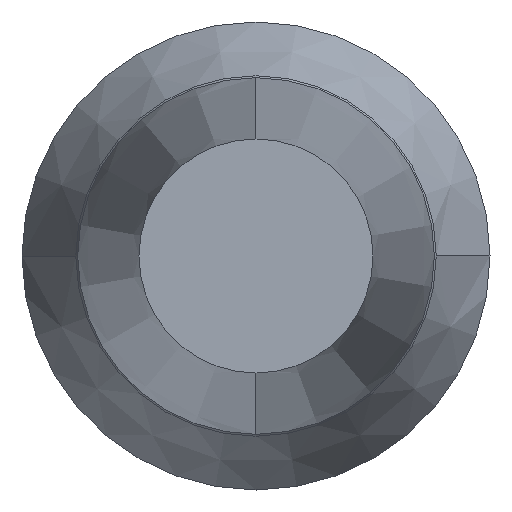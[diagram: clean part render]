
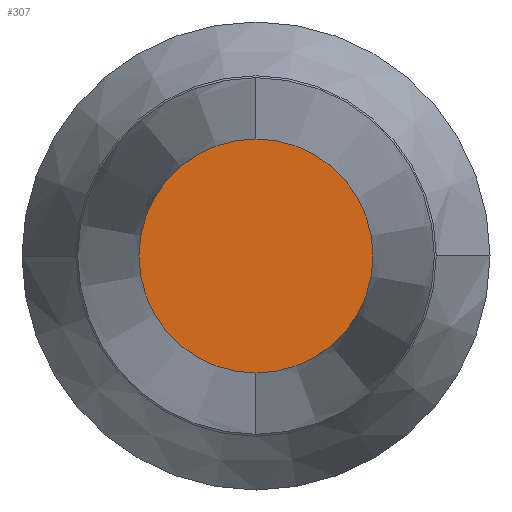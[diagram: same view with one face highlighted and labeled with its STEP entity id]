
A CAD part, front view. The second image highlights one B-rep face of the part: STEP entity #307.
In plain terms, the highlighted planar face has unit normal (0, -1, 0).
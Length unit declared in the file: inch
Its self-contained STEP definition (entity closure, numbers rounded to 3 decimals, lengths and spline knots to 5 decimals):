
#18 = CIRCLE ( 'NONE', #46, 0.0625 ) ;
#26 = FACE_OUTER_BOUND ( 'NONE', #72, .T. ) ;
#40 = CARTESIAN_POINT ( 'NONE',  ( 0., 0., 0. ) ) ;
#43 = CARTESIAN_POINT ( 'NONE',  ( 0., 0., 0.0625 ) ) ;
#46 = AXIS2_PLACEMENT_3D ( 'NONE', #217, #458, #319 ) ;
#57 = CARTESIAN_POINT ( 'NONE',  ( 0., 0., -0.0625 ) ) ;
#65 = PLANE ( 'NONE',  #96 ) ;
#72 = EDGE_LOOP ( 'NONE', ( #457, #316 ) ) ;
#96 = AXIS2_PLACEMENT_3D ( 'NONE', #281, #444, #134 ) ;
#134 = DIRECTION ( 'NONE',  ( 0., 0., -1. ) ) ;
#182 = DIRECTION ( 'NONE',  ( 0., -1., 0. ) ) ;
#217 = CARTESIAN_POINT ( 'NONE',  ( 0., 0., 0. ) ) ;
#281 = CARTESIAN_POINT ( 'NONE',  ( 0., 0., 0. ) ) ;
#289 = CIRCLE ( 'NONE', #399, 0.0625 ) ;
#307 = ADVANCED_FACE ( 'NONE', ( #26 ), #65, .T. ) ;
#316 = ORIENTED_EDGE ( 'NONE', *, *, #356, .T. ) ;
#319 = DIRECTION ( 'NONE',  ( 0., 0., -1. ) ) ;
#356 = EDGE_CURVE ( 'NONE', #412, #386, #18, .T. ) ;
#357 = DIRECTION ( 'NONE',  ( 0., 0., -1. ) ) ;
#371 = EDGE_CURVE ( 'NONE', #386, #412, #289, .T. ) ;
#386 = VERTEX_POINT ( 'NONE', #43 ) ;
#399 = AXIS2_PLACEMENT_3D ( 'NONE', #40, #182, #357 ) ;
#412 = VERTEX_POINT ( 'NONE', #57 ) ;
#444 = DIRECTION ( 'NONE',  ( 0., -1., 0. ) ) ;
#457 = ORIENTED_EDGE ( 'NONE', *, *, #371, .T. ) ;
#458 = DIRECTION ( 'NONE',  ( 0., -1., 0. ) ) ;
